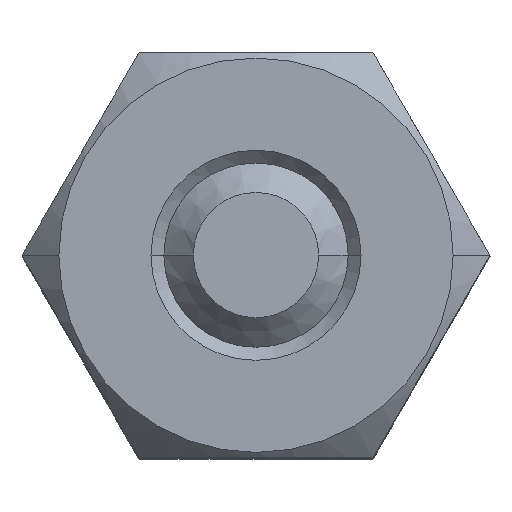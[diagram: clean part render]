
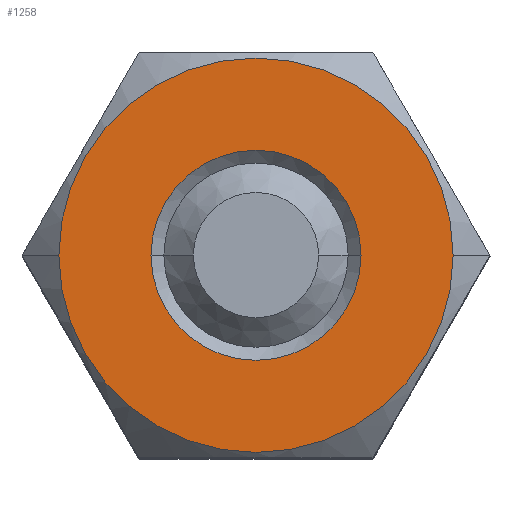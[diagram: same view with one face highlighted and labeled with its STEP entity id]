
A CAD part, top view. The second image highlights one B-rep face of the part: STEP entity #1258.
In plain terms, the highlighted planar face has unit normal (0, 0, 1).
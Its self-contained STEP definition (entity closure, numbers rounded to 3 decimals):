
#35 = AXIS2_PLACEMENT_3D ( 'NONE', #2381, #2379, #2373 ) ;
#183 = CARTESIAN_POINT ( 'NONE',  ( 1.425, 0., 11.5 ) ) ;
#202 = EDGE_CURVE ( 'NONE', #1320, #1549, #287, .T. ) ;
#222 = DIRECTION ( 'NONE',  ( 1., 0., 0. ) ) ;
#223 = DIRECTION ( 'NONE',  ( 0., 0., 1. ) ) ;
#235 = CARTESIAN_POINT ( 'NONE',  ( 3.175, 0., 11.5 ) ) ;
#243 = EDGE_CURVE ( 'NONE', #974, #595, #703, .T. ) ;
#244 = PLANE ( 'NONE',  #511 ) ;
#277 = EDGE_LOOP ( 'NONE', ( #1160, #1611 ) ) ;
#287 = CIRCLE ( 'NONE', #1436, 1.425 ) ;
#511 = AXIS2_PLACEMENT_3D ( 'NONE', #235, #223, #222 ) ;
#514 = CIRCLE ( 'NONE', #1222, 2.675 ) ;
#595 = VERTEX_POINT ( 'NONE', #1321 ) ;
#635 = DIRECTION ( 'NONE',  ( -1., 0., 0. ) ) ;
#636 = DIRECTION ( 'NONE',  ( 0., 0., -1. ) ) ;
#640 = CARTESIAN_POINT ( 'NONE',  ( 0., 0., 11.5 ) ) ;
#703 = CIRCLE ( 'NONE', #35, 2.675 ) ;
#709 = CARTESIAN_POINT ( 'NONE',  ( 2.675, 0., 11.5 ) ) ;
#727 = FACE_OUTER_BOUND ( 'NONE', #1964, .T. ) ;
#917 = AXIS2_PLACEMENT_3D ( 'NONE', #2414, #2417, #2418 ) ;
#974 = VERTEX_POINT ( 'NONE', #709 ) ;
#987 = FACE_BOUND ( 'NONE', #277, .T. ) ;
#1010 = EDGE_CURVE ( 'NONE', #595, #974, #514, .T. ) ;
#1143 = CIRCLE ( 'NONE', #917, 1.425 ) ;
#1160 = ORIENTED_EDGE ( 'NONE', *, *, #202, .T. ) ;
#1222 = AXIS2_PLACEMENT_3D ( 'NONE', #640, #636, #635 ) ;
#1258 = ADVANCED_FACE ( 'NONE', ( #987, #727 ), #244, .T. ) ;
#1320 = VERTEX_POINT ( 'NONE', #183 ) ;
#1321 = CARTESIAN_POINT ( 'NONE',  ( -2.675, 0., 11.5 ) ) ;
#1375 = CARTESIAN_POINT ( 'NONE',  ( -1.425, 0., 11.5 ) ) ;
#1436 = AXIS2_PLACEMENT_3D ( 'NONE', #2402, #2401, #2395 ) ;
#1549 = VERTEX_POINT ( 'NONE', #1375 ) ;
#1611 = ORIENTED_EDGE ( 'NONE', *, *, #1952, .T. ) ;
#1772 = ORIENTED_EDGE ( 'NONE', *, *, #1010, .F. ) ;
#1952 = EDGE_CURVE ( 'NONE', #1549, #1320, #1143, .T. ) ;
#1964 = EDGE_LOOP ( 'NONE', ( #1772, #2292 ) ) ;
#2292 = ORIENTED_EDGE ( 'NONE', *, *, #243, .F. ) ;
#2373 = DIRECTION ( 'NONE',  ( -1., 0., 0. ) ) ;
#2379 = DIRECTION ( 'NONE',  ( 0., 0., -1. ) ) ;
#2381 = CARTESIAN_POINT ( 'NONE',  ( 0., 0., 11.5 ) ) ;
#2395 = DIRECTION ( 'NONE',  ( 1., 0., 0. ) ) ;
#2401 = DIRECTION ( 'NONE',  ( 0., 0., -1. ) ) ;
#2402 = CARTESIAN_POINT ( 'NONE',  ( 0., 0., 11.5 ) ) ;
#2414 = CARTESIAN_POINT ( 'NONE',  ( 0., 0., 11.5 ) ) ;
#2417 = DIRECTION ( 'NONE',  ( 0., 0., -1. ) ) ;
#2418 = DIRECTION ( 'NONE',  ( 1., 0., 0. ) ) ;
